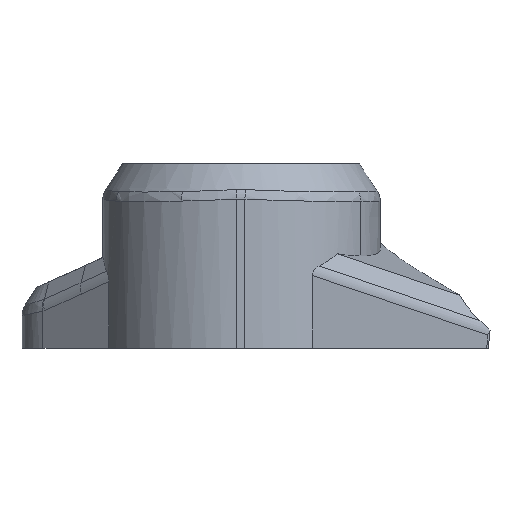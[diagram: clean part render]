
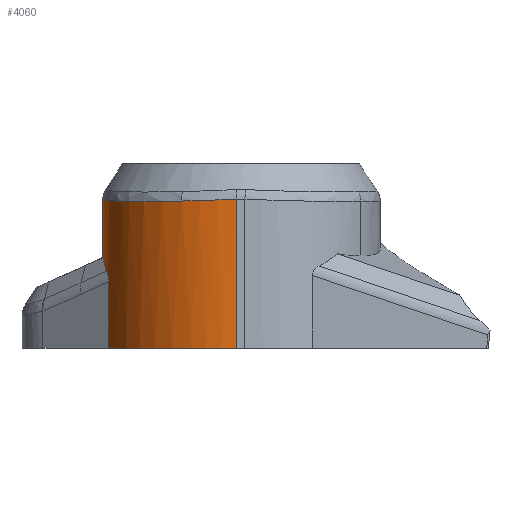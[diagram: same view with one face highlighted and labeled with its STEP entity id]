
A CAD part, left-side view. The second image highlights one B-rep face of the part: STEP entity #4060.
In plain terms, the highlighted cylindrical face has radius 23.178 mm (diameter 46.356 mm), a partial arc.
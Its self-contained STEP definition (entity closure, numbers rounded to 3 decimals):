
#2490=CARTESIAN_POINT('',(225.265,13.46,-1.816));
#2491=VERTEX_POINT('',#2490);
#2498=CARTESIAN_POINT('',(227.139,13.536,-1.85));
#2499=VERTEX_POINT('',#2498);
#2500=CARTESIAN_POINT('',(227.139,-9.642,8.595));
#2501=DIRECTION('',(0.,-0.411,-0.912));
#2502=DIRECTION('',(-0.,-0.912,0.411));
#2503=AXIS2_PLACEMENT_3D('',#2500,#2501,#2502);
#2504=ELLIPSE('',#2503,25.423,23.178);
#2505=EDGE_CURVE('',#2491,#2499,#2504,.T.);
#3005=CARTESIAN_POINT('',(203.961,-9.642,-17.526));
#3006=VERTEX_POINT('',#3005);
#3013=CARTESIAN_POINT('',(205.352,-1.732,-17.526));
#3014=VERTEX_POINT('',#3013);
#3015=CARTESIAN_POINT('',(227.139,-9.642,-17.526));
#3016=DIRECTION('',(-0.,-0.,1.));
#3017=DIRECTION('',(-1.,0.,-0.));
#3018=AXIS2_PLACEMENT_3D('',#3015,#3016,#3017);
#3019=CIRCLE('',#3018,23.178);
#3020=EDGE_CURVE('',#3014,#3006,#3019,.T.);
#3022=CARTESIAN_POINT('',(220.407,12.537,-17.526));
#3023=VERTEX_POINT('',#3022);
#3024=CARTESIAN_POINT('',(227.139,-9.642,-17.526));
#3025=DIRECTION('',(-0.,-0.,1.));
#3026=DIRECTION('',(-1.,0.,-0.));
#3027=AXIS2_PLACEMENT_3D('',#3024,#3025,#3026);
#3028=CIRCLE('',#3027,23.178);
#3029=EDGE_CURVE('',#3023,#3014,#3028,.T.);
#3889=CARTESIAN_POINT('',(227.139,13.536,8.294));
#3890=VERTEX_POINT('',#3889);
#3923=CARTESIAN_POINT('',(227.139,13.536,8.294));
#3924=DIRECTION('',(0.,-0.,-1.));
#3925=VECTOR('',#3924,10.145);
#3926=LINE('',#3923,#3925);
#3927=EDGE_CURVE('',#3890,#2499,#3926,.T.);
#3932=CARTESIAN_POINT('',(227.139,-9.642,-9.281));
#3933=DIRECTION('',(-0.,0.,1.));
#3934=DIRECTION('',(-1.,0.,-0.));
#3935=AXIS2_PLACEMENT_3D('',#3932,#3933,#3934);
#3936=CYLINDRICAL_SURFACE('',#3935,23.178);
#3937=CARTESIAN_POINT('',(203.961,-9.642,8.273));
#3938=VERTEX_POINT('',#3937);
#3939=CARTESIAN_POINT('',(203.961,-9.642,-17.526));
#3940=DIRECTION('',(-0.,-0.,1.));
#3941=VECTOR('',#3940,25.799);
#3942=LINE('',#3939,#3941);
#3943=EDGE_CURVE('',#3006,#3938,#3942,.T.);
#3944=ORIENTED_EDGE('',*,*,#3943,.T.);
#3945=CARTESIAN_POINT('',(206.028,-0.074,7.94));
#3946=VERTEX_POINT('',#3945);
#3947=CARTESIAN_POINT('',(203.961,-9.642,8.273));
#3948=CARTESIAN_POINT('',(203.961,-8.816,8.235));
#3949=CARTESIAN_POINT('',(204.005,-7.997,8.198));
#3950=CARTESIAN_POINT('',(204.092,-7.183,8.165));
#3951=CARTESIAN_POINT('',(204.178,-6.37,8.131));
#3952=CARTESIAN_POINT('',(204.308,-5.563,8.101));
#3953=CARTESIAN_POINT('',(204.48,-4.762,8.073));
#3954=CARTESIAN_POINT('',(204.567,-4.362,8.06));
#3955=CARTESIAN_POINT('',(204.664,-3.963,8.047));
#3956=CARTESIAN_POINT('',(204.772,-3.565,8.035));
#3957=CARTESIAN_POINT('',(204.879,-3.168,8.023));
#3958=CARTESIAN_POINT('',(204.999,-2.772,8.011));
#3959=CARTESIAN_POINT('',(205.128,-2.38,8.));
#3960=CARTESIAN_POINT('',(205.387,-1.596,7.978));
#3961=CARTESIAN_POINT('',(205.686,-0.827,7.958));
#3962=CARTESIAN_POINT('',(206.028,-0.074,7.94));
#3963=B_SPLINE_CURVE_WITH_KNOTS('',3,(#3947,#3948,#3949,#3950,#3951,#3952,#3953,#3954,#3955,#3956,#3957,#3958,#3959,#3960,#3961,#3962),.UNSPECIFIED.,.F.,.F.,(4,3,3,3,3,4),(-0.,0.002,0.004,0.005,0.006,0.009),.UNSPECIFIED.);
#3964=EDGE_CURVE('',#3938,#3946,#3963,.T.);
#3965=ORIENTED_EDGE('',*,*,#3964,.T.);
#3966=CARTESIAN_POINT('',(217.148,11.272,7.939));
#3967=VERTEX_POINT('',#3966);
#3968=CARTESIAN_POINT('',(206.028,-0.074,7.94));
#3969=CARTESIAN_POINT('',(206.59,1.166,7.91));
#3970=CARTESIAN_POINT('',(207.253,2.341,7.888));
#3971=CARTESIAN_POINT('',(208.014,3.453,7.873));
#3972=CARTESIAN_POINT('',(208.395,4.009,7.865));
#3973=CARTESIAN_POINT('',(208.8,4.549,7.86));
#3974=CARTESIAN_POINT('',(209.231,5.073,7.856));
#3975=CARTESIAN_POINT('',(209.446,5.335,7.854));
#3976=CARTESIAN_POINT('',(209.668,5.593,7.853));
#3977=CARTESIAN_POINT('',(209.895,5.846,7.852));
#3978=CARTESIAN_POINT('',(210.122,6.099,7.851));
#3979=CARTESIAN_POINT('',(210.354,6.346,7.85));
#3980=CARTESIAN_POINT('',(210.59,6.587,7.85));
#3981=CARTESIAN_POINT('',(211.536,7.552,7.851));
#3982=CARTESIAN_POINT('',(212.557,8.425,7.857));
#3983=CARTESIAN_POINT('',(213.651,9.207,7.873));
#3984=CARTESIAN_POINT('',(214.198,9.599,7.88));
#3985=CARTESIAN_POINT('',(214.763,9.967,7.889));
#3986=CARTESIAN_POINT('',(215.347,10.313,7.9));
#3987=CARTESIAN_POINT('',(215.64,10.485,7.906));
#3988=CARTESIAN_POINT('',(215.937,10.652,7.912));
#3989=CARTESIAN_POINT('',(216.237,10.812,7.919));
#3990=CARTESIAN_POINT('',(216.537,10.972,7.925));
#3991=CARTESIAN_POINT('',(216.841,11.126,7.932));
#3992=CARTESIAN_POINT('',(217.148,11.272,7.939));
#3993=B_SPLINE_CURVE_WITH_KNOTS('',3,(#3968,#3969,#3970,#3971,#3972,#3973,#3974,#3975,#3976,#3977,#3978,#3979,#3980,#3981,#3982,#3983,#3984,#3985,#3986,#3987,#3988,#3989,#3990,#3991,#3992),.UNSPECIFIED.,.F.,.F.,(4,3,3,3,3,3,3,3,4),(-0.,0.004,0.005,0.006,0.007,0.011,0.012,0.013,0.014),.UNSPECIFIED.);
#3994=EDGE_CURVE('',#3946,#3967,#3993,.T.);
#3995=ORIENTED_EDGE('',*,*,#3994,.T.);
#3996=CARTESIAN_POINT('',(217.148,11.272,7.939));
#3997=CARTESIAN_POINT('',(217.929,11.646,7.958));
#3998=CARTESIAN_POINT('',(218.725,11.972,7.98));
#3999=CARTESIAN_POINT('',(219.534,12.253,8.004));
#4000=CARTESIAN_POINT('',(220.344,12.535,8.028));
#4001=CARTESIAN_POINT('',(221.167,12.77,8.055));
#4002=CARTESIAN_POINT('',(222.005,12.961,8.085));
#4003=CARTESIAN_POINT('',(222.423,13.056,8.1));
#4004=CARTESIAN_POINT('',(222.845,13.139,8.116));
#4005=CARTESIAN_POINT('',(223.271,13.211,8.132));
#4006=CARTESIAN_POINT('',(223.697,13.283,8.148));
#4007=CARTESIAN_POINT('',(224.126,13.344,8.165));
#4008=CARTESIAN_POINT('',(224.555,13.392,8.182));
#4009=CARTESIAN_POINT('',(225.413,13.488,8.217));
#4010=CARTESIAN_POINT('',(226.274,13.536,8.255));
#4011=CARTESIAN_POINT('',(227.139,13.536,8.294));
#4012=B_SPLINE_CURVE_WITH_KNOTS('',3,(#3996,#3997,#3998,#3999,#4000,#4001,#4002,#4003,#4004,#4005,#4006,#4007,#4008,#4009,#4010,#4011),.UNSPECIFIED.,.F.,.F.,(4,3,3,3,3,4),(0.,0.002,0.004,0.006,0.007,0.009),.UNSPECIFIED.);
#4013=EDGE_CURVE('',#3967,#3890,#4012,.T.);
#4014=ORIENTED_EDGE('',*,*,#4013,.T.);
#4015=ORIENTED_EDGE('',*,*,#3927,.T.);
#4016=ORIENTED_EDGE('',*,*,#2505,.F.);
#4017=CARTESIAN_POINT('',(221.605,12.866,-4.186));
#4018=VERTEX_POINT('',#4017);
#4019=CARTESIAN_POINT('',(227.139,-9.642,26.564));
#4020=DIRECTION('',(0.479,-0.665,-0.573));
#4021=DIRECTION('',(0.335,-0.465,0.82));
#4022=AXIS2_PLACEMENT_3D('',#4019,#4020,#4021);
#4023=ELLIPSE('',#4022,40.453,23.178);
#4024=EDGE_CURVE('',#4018,#2491,#4023,.T.);
#4025=ORIENTED_EDGE('',*,*,#4024,.F.);
#4026=CARTESIAN_POINT('',(220.407,12.537,-6.028));
#4027=VERTEX_POINT('',#4026);
#4028=CARTESIAN_POINT('',(220.407,12.537,-6.028));
#4029=CARTESIAN_POINT('',(220.407,12.537,-5.831));
#4030=CARTESIAN_POINT('',(220.434,12.545,-5.638));
#4031=CARTESIAN_POINT('',(220.491,12.563,-5.452));
#4032=CARTESIAN_POINT('',(220.52,12.571,-5.359));
#4033=CARTESIAN_POINT('',(220.556,12.582,-5.267));
#4034=CARTESIAN_POINT('',(220.599,12.594,-5.18));
#4035=CARTESIAN_POINT('',(220.641,12.607,-5.093));
#4036=CARTESIAN_POINT('',(220.69,12.621,-5.01));
#4037=CARTESIAN_POINT('',(220.745,12.637,-4.931));
#4038=CARTESIAN_POINT('',(220.8,12.653,-4.852));
#4039=CARTESIAN_POINT('',(220.861,12.67,-4.777));
#4040=CARTESIAN_POINT('',(220.926,12.688,-4.706));
#4041=CARTESIAN_POINT('',(220.992,12.706,-4.635));
#4042=CARTESIAN_POINT('',(221.061,12.725,-4.569));
#4043=CARTESIAN_POINT('',(221.134,12.745,-4.508));
#4044=CARTESIAN_POINT('',(221.279,12.784,-4.385));
#4045=CARTESIAN_POINT('',(221.437,12.825,-4.279));
#4046=CARTESIAN_POINT('',(221.605,12.866,-4.186));
#4047=B_SPLINE_CURVE_WITH_KNOTS('',3,(#4028,#4029,#4030,#4031,#4032,#4033,#4034,#4035,#4036,#4037,#4038,#4039,#4040,#4041,#4042,#4043,#4044,#4045,#4046),.UNSPECIFIED.,.F.,.F.,(4,3,3,3,3,3,4),(0.,0.001,0.001,0.001,0.001,0.002,0.002),.UNSPECIFIED.);
#4048=EDGE_CURVE('',#4027,#4018,#4047,.T.);
#4049=ORIENTED_EDGE('',*,*,#4048,.F.);
#4050=CARTESIAN_POINT('',(220.407,12.537,-17.526));
#4051=DIRECTION('',(-0.,0.,1.));
#4052=VECTOR('',#4051,11.498);
#4053=LINE('',#4050,#4052);
#4054=EDGE_CURVE('',#3023,#4027,#4053,.T.);
#4055=ORIENTED_EDGE('',*,*,#4054,.F.);
#4056=ORIENTED_EDGE('',*,*,#3029,.T.);
#4057=ORIENTED_EDGE('',*,*,#3020,.T.);
#4058=EDGE_LOOP('',(#3944,#3965,#3995,#4014,#4015,#4016,#4025,#4049,#4055,#4056,#4057));
#4059=FACE_BOUND('',#4058,.T.);
#4060=ADVANCED_FACE('',(#4059),#3936,.T.);
